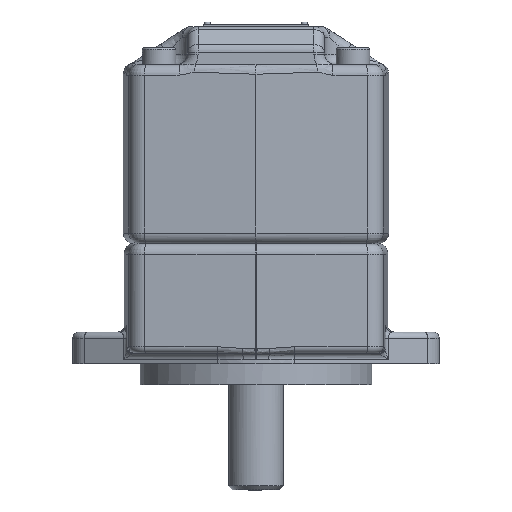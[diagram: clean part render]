
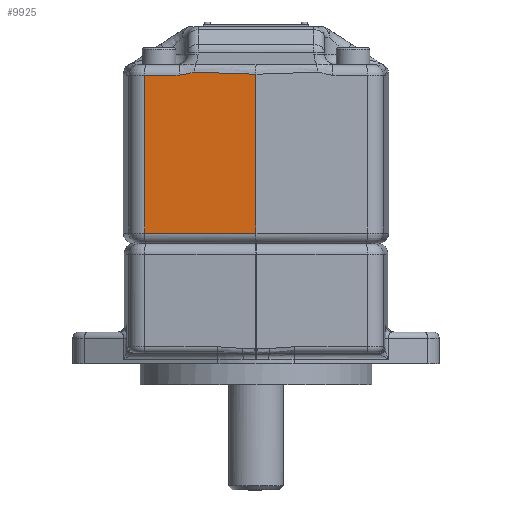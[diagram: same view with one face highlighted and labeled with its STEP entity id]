
A CAD part, front view. The second image highlights one B-rep face of the part: STEP entity #9925.
In plain terms, the highlighted planar face has unit normal (-0.05, -0.999, 0).
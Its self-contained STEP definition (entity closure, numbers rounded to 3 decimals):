
#146 = B_SPLINE_CURVE_WITH_KNOTS ( 'NONE', 3,
 ( #8256, #22053, #24284, #20069 ),
 .UNSPECIFIED., .F., .F.,
 ( 4, 4 ),
 ( 0., 1. ),
 .UNSPECIFIED. ) ;
#242 = CARTESIAN_POINT ( 'NONE',  ( -84.043, -37.235, 213.531 ) ) ;
#484 = CARTESIAN_POINT ( 'NONE',  ( -48.118, -39.031, 163.67 ) ) ;
#1132 = VERTEX_POINT ( 'NONE', #7608 ) ;
#2009 = EDGE_CURVE ( 'NONE', #2864, #6098, #21751, .T. ) ;
#2029 = EDGE_CURVE ( 'NONE', #9996, #1132, #146, .T. ) ;
#2217 = CARTESIAN_POINT ( 'NONE',  ( -77.521, -37.561, 214.926 ) ) ;
#2251 = CARTESIAN_POINT ( 'NONE',  ( -77.208, -37.577, 214.911 ) ) ;
#2623 = EDGE_CURVE ( 'NONE', #1132, #2864, #12372, .T. ) ;
#2808 = ORIENTED_EDGE ( 'NONE', *, *, #18089, .F. ) ;
#2864 = VERTEX_POINT ( 'NONE', #15327 ) ;
#3794 = CARTESIAN_POINT ( 'NONE',  ( -84.673, -37.203, 213.531 ) ) ;
#3807 = ORIENTED_EDGE ( 'NONE', *, *, #16278, .F. ) ;
#3973 = CARTESIAN_POINT ( 'NONE',  ( -48.118, -39.031, 138.531 ) ) ;
#4105 = CARTESIAN_POINT ( 'NONE',  ( -100.889, -36.392, 138.531 ) ) ;
#4229 = CARTESIAN_POINT ( 'NONE',  ( -65.708, -38.152, 138.531 ) ) ;
#5448 = CARTESIAN_POINT ( 'NONE',  ( -100.889, -36.392, 138.531 ) ) ;
#5633 = CARTESIAN_POINT ( 'NONE',  ( -48.118, -39.031, 213.946 ) ) ;
#6070 = EDGE_CURVE ( 'NONE', #6098, #13051, #8114, .T. ) ;
#6098 = VERTEX_POINT ( 'NONE', #13791 ) ;
#7112 = CARTESIAN_POINT ( 'NONE',  ( -84.673, -37.203, 213.531 ) ) ;
#7552 = AXIS2_PLACEMENT_3D ( 'NONE', #25713, #11242, #23329 ) ;
#7576 = CARTESIAN_POINT ( 'NONE',  ( -48.118, -39.031, 138.531 ) ) ;
#7608 = CARTESIAN_POINT ( 'NONE',  ( -100.889, -36.392, 213.531 ) ) ;
#7740 = CARTESIAN_POINT ( 'NONE',  ( -83.404, -37.267, 213.584 ) ) ;
#8114 = B_SPLINE_CURVE_WITH_KNOTS ( 'NONE', 3,
 ( #2251, #12089, #14308, #15771, #23800, #19727 ),
 .UNSPECIFIED., .F., .F.,
 ( 4, 2, 4 ),
 ( 0., 0.503, 1. ),
 .UNSPECIFIED. ) ;
#8132 = CARTESIAN_POINT ( 'NONE',  ( -78.776, -37.498, 214.703 ) ) ;
#8256 = CARTESIAN_POINT ( 'NONE',  ( -100.889, -36.392, 138.531 ) ) ;
#8630 = CARTESIAN_POINT ( 'NONE',  ( -48.118, -39.031, 138.531 ) ) ;
#9475 = ORIENTED_EDGE ( 'NONE', *, *, #6070, .F. ) ;
#9925 = ADVANCED_FACE ( 'NONE', ( #23595 ), #17671, .F. ) ;
#9981 = CARTESIAN_POINT ( 'NONE',  ( -77.843, -37.545, 214.895 ) ) ;
#9996 = VERTEX_POINT ( 'NONE', #5448 ) ;
#10126 = ORIENTED_EDGE ( 'NONE', *, *, #2029, .F. ) ;
#11242 = DIRECTION ( 'NONE',  ( 0.05, 0.999, 0. ) ) ;
#11341 = B_SPLINE_CURVE_WITH_KNOTS ( 'NONE', 3,
 ( #14259, #18495, #484, #8630 ),
 .UNSPECIFIED., .F., .F.,
 ( 4, 4 ),
 ( 0., 1. ),
 .UNSPECIFIED. ) ;
#12089 = CARTESIAN_POINT ( 'NONE',  ( -73.19, -37.777, 214.719 ) ) ;
#12184 = CARTESIAN_POINT ( 'NONE',  ( -80.302, -37.422, 214.255 ) ) ;
#12372 = B_SPLINE_CURVE_WITH_KNOTS ( 'NONE', 3,
 ( #21027, #14984, #23015, #7112 ),
 .UNSPECIFIED., .F., .F.,
 ( 4, 4 ),
 ( 0., 1. ),
 .UNSPECIFIED. ) ;
#13051 = VERTEX_POINT ( 'NONE', #5633 ) ;
#13791 = CARTESIAN_POINT ( 'NONE',  ( -77.208, -37.577, 214.911 ) ) ;
#14259 = CARTESIAN_POINT ( 'NONE',  ( -48.118, -39.031, 213.946 ) ) ;
#14275 = CARTESIAN_POINT ( 'NONE',  ( -82.146, -37.33, 213.776 ) ) ;
#14308 = CARTESIAN_POINT ( 'NONE',  ( -68.713, -38.001, 214.538 ) ) ;
#14984 = CARTESIAN_POINT ( 'NONE',  ( -95.484, -36.663, 213.531 ) ) ;
#15327 = CARTESIAN_POINT ( 'NONE',  ( -84.673, -37.203, 213.531 ) ) ;
#15771 = CARTESIAN_POINT ( 'NONE',  ( -58.969, -38.488, 214.213 ) ) ;
#16138 = ORIENTED_EDGE ( 'NONE', *, *, #2623, .F. ) ;
#16245 = CARTESIAN_POINT ( 'NONE',  ( -81.527, -37.361, 213.916 ) ) ;
#16278 = EDGE_CURVE ( 'NONE', #25707, #9996, #23035, .T. ) ;
#17671 = PLANE ( 'NONE',  #7552 ) ;
#18089 = EDGE_CURVE ( 'NONE', #13051, #25707, #11341, .T. ) ;
#18108 = ORIENTED_EDGE ( 'NONE', *, *, #2009, .F. ) ;
#18495 = CARTESIAN_POINT ( 'NONE',  ( -48.118, -39.031, 188.808 ) ) ;
#19727 = CARTESIAN_POINT ( 'NONE',  ( -48.118, -39.031, 213.946 ) ) ;
#19820 = CARTESIAN_POINT ( 'NONE',  ( -79.388, -37.468, 214.531 ) ) ;
#19989 = CARTESIAN_POINT ( 'NONE',  ( -83.299, -37.272, 138.531 ) ) ;
#20069 = CARTESIAN_POINT ( 'NONE',  ( -100.889, -36.392, 213.531 ) ) ;
#21027 = CARTESIAN_POINT ( 'NONE',  ( -100.889, -36.392, 213.531 ) ) ;
#21518 = EDGE_LOOP ( 'NONE', ( #3807, #2808, #9475, #18108, #16138, #10126 ) ) ;
#21751 = B_SPLINE_CURVE_WITH_KNOTS ( 'NONE', 3,
 ( #3794, #242, #7740, #14275, #16245, #26027, #12184, #25893, #19820, #8132, #22188, #9981, #2217, #21929 ),
 .UNSPECIFIED., .F., .F.,
 ( 4, 2, 2, 2, 2, 2, 4 ),
 ( 0., 0.25, 0.5, 0.625, 0.75, 0.875, 1. ),
 .UNSPECIFIED. ) ;
#21929 = CARTESIAN_POINT ( 'NONE',  ( -77.208, -37.577, 214.911 ) ) ;
#22053 = CARTESIAN_POINT ( 'NONE',  ( -100.889, -36.392, 163.531 ) ) ;
#22188 = CARTESIAN_POINT ( 'NONE',  ( -78.469, -37.513, 214.783 ) ) ;
#23015 = CARTESIAN_POINT ( 'NONE',  ( -90.078, -36.933, 213.531 ) ) ;
#23035 = B_SPLINE_CURVE_WITH_KNOTS ( 'NONE', 3,
 ( #3973, #4229, #19989, #4105 ),
 .UNSPECIFIED., .F., .F.,
 ( 4, 4 ),
 ( 0., 1. ),
 .UNSPECIFIED. ) ;
#23329 = DIRECTION ( 'NONE',  ( 0., 0., -1. ) ) ;
#23595 = FACE_OUTER_BOUND ( 'NONE', #21518, .T. ) ;
#23800 = CARTESIAN_POINT ( 'NONE',  ( -53.712, -38.751, 214.068 ) ) ;
#24284 = CARTESIAN_POINT ( 'NONE',  ( -100.889, -36.392, 188.531 ) ) ;
#25707 = VERTEX_POINT ( 'NONE', #7576 ) ;
#25713 = CARTESIAN_POINT ( 'NONE',  ( -108.118, -36.031, 218.531 ) ) ;
#25893 = CARTESIAN_POINT ( 'NONE',  ( -79.692, -37.452, 214.437 ) ) ;
#26027 = CARTESIAN_POINT ( 'NONE',  ( -80.607, -37.407, 214.165 ) ) ;
